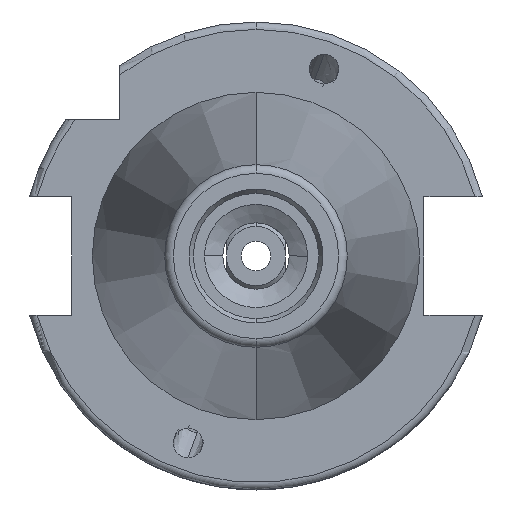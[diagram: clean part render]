
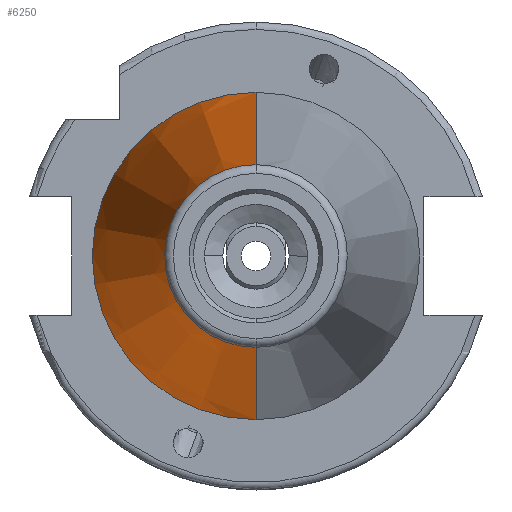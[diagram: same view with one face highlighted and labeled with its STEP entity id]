
A CAD part, left-side view. The second image highlights one B-rep face of the part: STEP entity #6250.
In plain terms, the highlighted conical face has half-angle 8.297 degrees and reference radius 22.225 mm.
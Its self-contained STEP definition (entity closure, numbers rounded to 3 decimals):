
#406 = VERTEX_POINT ( 'NONE', #724 ) ;
#449 = DIRECTION ( 'NONE',  ( -1., 0., 0. ) ) ;
#717 = ORIENTED_EDGE ( 'NONE', *, *, #2658, .T. ) ;
#724 = CARTESIAN_POINT ( 'NONE',  ( 0., 22.225, 0. ) ) ;
#1341 = ORIENTED_EDGE ( 'NONE', *, *, #8020, .F. ) ;
#1501 = ORIENTED_EDGE ( 'NONE', *, *, #2432, .T. ) ;
#1857 = LINE ( 'NONE', #2907, #3584 ) ;
#2019 = ORIENTED_EDGE ( 'NONE', *, *, #8458, .F. ) ;
#2216 = DIRECTION ( 'NONE',  ( 0., 1., 0. ) ) ;
#2348 = CARTESIAN_POINT ( 'NONE',  ( 0., -22.225, 0. ) ) ;
#2432 = EDGE_CURVE ( 'NONE', #5696, #7757, #8614, .T. ) ;
#2658 = EDGE_CURVE ( 'NONE', #7757, #406, #4746, .T. ) ;
#2901 = DIRECTION ( 'NONE',  ( -1., 0., 0. ) ) ;
#2907 = CARTESIAN_POINT ( 'NONE',  ( 0., 22.225, 0. ) ) ;
#3241 = AXIS2_PLACEMENT_3D ( 'NONE', #8291, #3535, #2216 ) ;
#3251 = AXIS2_PLACEMENT_3D ( 'NONE', #4368, #449, #5034 ) ;
#3535 = DIRECTION ( 'NONE',  ( 1., 0., 0. ) ) ;
#3562 = DIRECTION ( 'NONE',  ( 0.99, 0.144, 0. ) ) ;
#3584 = VECTOR ( 'NONE', #3562, 1000. ) ;
#4271 = VERTEX_POINT ( 'NONE', #8367 ) ;
#4368 = CARTESIAN_POINT ( 'NONE',  ( -67.373, 0., 0. ) ) ;
#4568 = CONICAL_SURFACE ( 'NONE', #3241, 22.225, 0.145 ) ;
#4746 = CIRCLE ( 'NONE', #5118, 22.225 ) ;
#4757 = FACE_OUTER_BOUND ( 'NONE', #8073, .T. ) ;
#5034 = DIRECTION ( 'NONE',  ( 0., -1., 0. ) ) ;
#5118 = AXIS2_PLACEMENT_3D ( 'NONE', #6901, #2901, #7611 ) ;
#5311 = CARTESIAN_POINT ( 'NONE',  ( 0., -22.225, 0. ) ) ;
#5696 = VERTEX_POINT ( 'NONE', #6806 ) ;
#6120 = DIRECTION ( 'NONE',  ( 0.99, -0.144, 0. ) ) ;
#6250 = ADVANCED_FACE ( 'NONE', ( #4757 ), #4568, .T. ) ;
#6538 = VECTOR ( 'NONE', #6120, 1000. ) ;
#6806 = CARTESIAN_POINT ( 'NONE',  ( -67.373, -12.4, 0. ) ) ;
#6901 = CARTESIAN_POINT ( 'NONE',  ( 0., 0., 0. ) ) ;
#7303 = CIRCLE ( 'NONE', #3251, 12.4 ) ;
#7611 = DIRECTION ( 'NONE',  ( 0., -1., 0. ) ) ;
#7757 = VERTEX_POINT ( 'NONE', #2348 ) ;
#8020 = EDGE_CURVE ( 'NONE', #4271, #406, #1857, .T. ) ;
#8073 = EDGE_LOOP ( 'NONE', ( #2019, #1501, #717, #1341 ) ) ;
#8291 = CARTESIAN_POINT ( 'NONE',  ( 0., 0., 0. ) ) ;
#8367 = CARTESIAN_POINT ( 'NONE',  ( -67.373, 12.4, 0. ) ) ;
#8458 = EDGE_CURVE ( 'NONE', #5696, #4271, #7303, .T. ) ;
#8614 = LINE ( 'NONE', #5311, #6538 ) ;
